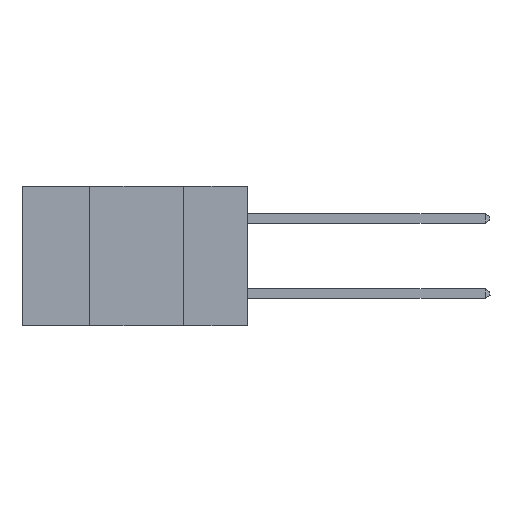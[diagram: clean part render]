
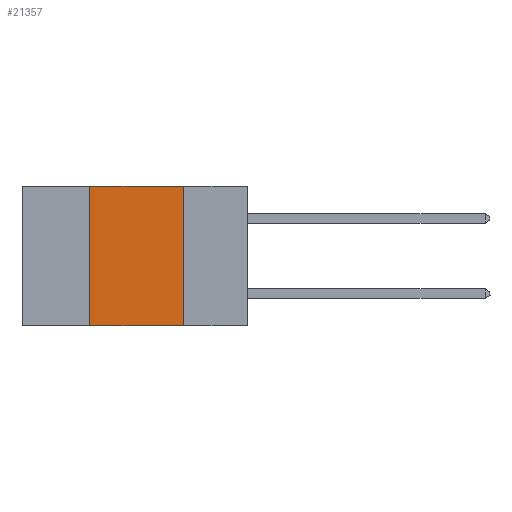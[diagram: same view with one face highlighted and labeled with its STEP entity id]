
A CAD part, left-side view. The second image highlights one B-rep face of the part: STEP entity #21357.
In plain terms, the highlighted planar face has unit normal (-1, 0, 0).
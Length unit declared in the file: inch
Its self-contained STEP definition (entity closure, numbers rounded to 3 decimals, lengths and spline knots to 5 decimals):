
#293 = CARTESIAN_POINT ( 'NONE',  ( 0., 0.42, 0. ) ) ;
#508 = EDGE_CURVE ( 'NONE', #13546, #6098, #15223, .T. ) ;
#814 = VERTEX_POINT ( 'NONE', #6145 ) ;
#1267 = EDGE_CURVE ( 'NONE', #13546, #814, #4574, .T. ) ;
#2690 = ORIENTED_EDGE ( 'NONE', *, *, #24107, .F. ) ;
#3311 = FACE_OUTER_BOUND ( 'NONE', #8611, .T. ) ;
#4574 = LINE ( 'NONE', #293, #19805 ) ;
#4733 = CARTESIAN_POINT ( 'NONE',  ( 0., 0.6, 0. ) ) ;
#6098 = VERTEX_POINT ( 'NONE', #8749 ) ;
#6145 = CARTESIAN_POINT ( 'NONE',  ( 0., 0.42, 0. ) ) ;
#7461 = DIRECTION ( 'NONE',  ( 0., 0., -1. ) ) ;
#7544 = CARTESIAN_POINT ( 'NONE',  ( 0., 0.17, 0. ) ) ;
#7889 = DIRECTION ( 'NONE',  ( 0., -1., 0. ) ) ;
#8611 = EDGE_LOOP ( 'NONE', ( #2690, #14068, #13520, #14946 ) ) ;
#8749 = CARTESIAN_POINT ( 'NONE',  ( 0., 0.17, -0.37 ) ) ;
#9063 = DIRECTION ( 'NONE',  ( 0., 0., -1. ) ) ;
#9474 = DIRECTION ( 'NONE',  ( 0., 0., 1. ) ) ;
#9917 = VECTOR ( 'NONE', #7461, 39.37008 ) ;
#10132 = DIRECTION ( 'NONE',  ( 0., -1., 0. ) ) ;
#10937 = VECTOR ( 'NONE', #10132, 39.37008 ) ;
#12782 = CARTESIAN_POINT ( 'NONE',  ( 0., 0.6, 0. ) ) ;
#13520 = ORIENTED_EDGE ( 'NONE', *, *, #1267, .F. ) ;
#13546 = VERTEX_POINT ( 'NONE', #18726 ) ;
#13589 = LINE ( 'NONE', #4733, #10937 ) ;
#14068 = ORIENTED_EDGE ( 'NONE', *, *, #17282, .F. ) ;
#14173 = AXIS2_PLACEMENT_3D ( 'NONE', #12782, #16577, #9063 ) ;
#14946 = ORIENTED_EDGE ( 'NONE', *, *, #508, .T. ) ;
#15223 = LINE ( 'NONE', #23021, #16397 ) ;
#16397 = VECTOR ( 'NONE', #7889, 39.37008 ) ;
#16577 = DIRECTION ( 'NONE',  ( 1., 0., 0. ) ) ;
#17282 = EDGE_CURVE ( 'NONE', #814, #22519, #13589, .T. ) ;
#18726 = CARTESIAN_POINT ( 'NONE',  ( 0., 0.42, -0.37 ) ) ;
#19805 = VECTOR ( 'NONE', #9474, 39.37008 ) ;
#19885 = LINE ( 'NONE', #7544, #9917 ) ;
#21357 = ADVANCED_FACE ( 'NONE', ( #3311 ), #23954, .F. ) ;
#22519 = VERTEX_POINT ( 'NONE', #22849 ) ;
#22849 = CARTESIAN_POINT ( 'NONE',  ( 0., 0.17, 0. ) ) ;
#23021 = CARTESIAN_POINT ( 'NONE',  ( 0., 0.6, -0.37 ) ) ;
#23954 = PLANE ( 'NONE',  #14173 ) ;
#24107 = EDGE_CURVE ( 'NONE', #22519, #6098, #19885, .T. ) ;
